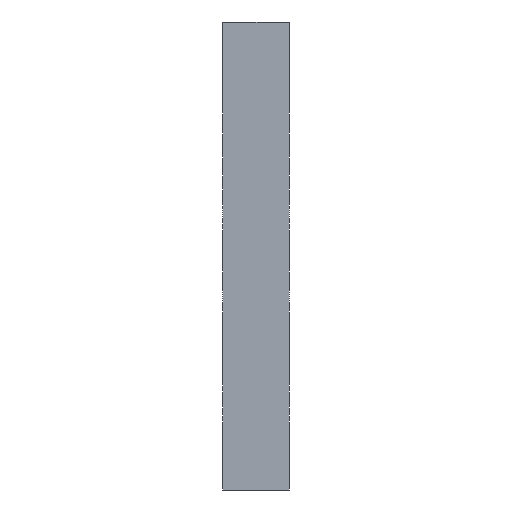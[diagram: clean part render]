
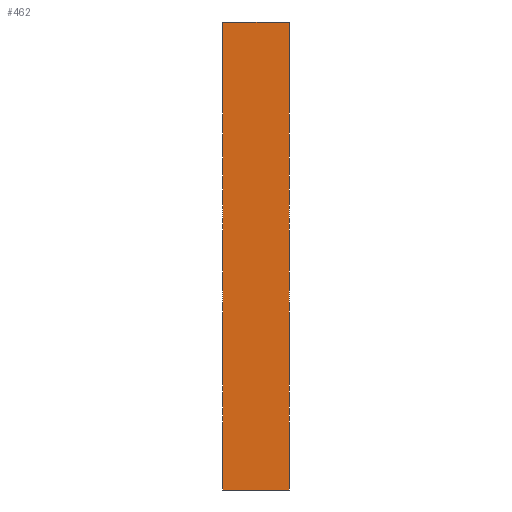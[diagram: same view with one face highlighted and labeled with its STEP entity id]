
A CAD part, left-side view. The second image highlights one B-rep face of the part: STEP entity #462.
In plain terms, the highlighted planar face has unit normal (-1, 0, 0).
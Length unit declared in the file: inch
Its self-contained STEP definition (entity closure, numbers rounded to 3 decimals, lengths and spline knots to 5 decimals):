
#36 = LINE ( 'NONE', #1083, #752 ) ;
#50 = CARTESIAN_POINT ( 'NONE',  ( 0., 0., 0. ) ) ;
#72 = EDGE_CURVE ( 'NONE', #1099, #1040, #36, .T. ) ;
#85 = EDGE_LOOP ( 'NONE', ( #519, #815, #786, #184 ) ) ;
#151 = LINE ( 'NONE', #604, #1139 ) ;
#161 = DIRECTION ( 'NONE',  ( 0., 0., -1. ) ) ;
#183 = CARTESIAN_POINT ( 'NONE',  ( 0., 0.25, 0. ) ) ;
#184 = ORIENTED_EDGE ( 'NONE', *, *, #72, .T. ) ;
#221 = DIRECTION ( 'NONE',  ( 0., 0., 1. ) ) ;
#256 = DIRECTION ( 'NONE',  ( 0., -1., 0. ) ) ;
#262 = VECTOR ( 'NONE', #841, 39.37008 ) ;
#277 = CARTESIAN_POINT ( 'NONE',  ( 0., 0.25, 0. ) ) ;
#295 = EDGE_CURVE ( 'NONE', #1008, #1040, #999, .T. ) ;
#380 = FACE_OUTER_BOUND ( 'NONE', #85, .T. ) ;
#386 = DIRECTION ( 'NONE',  ( 0., -1., 0. ) ) ;
#462 = ADVANCED_FACE ( 'NONE', ( #380 ), #490, .T. ) ;
#490 = PLANE ( 'NONE',  #806 ) ;
#519 = ORIENTED_EDGE ( 'NONE', *, *, #295, .F. ) ;
#604 = CARTESIAN_POINT ( 'NONE',  ( 0., 0.25, 0. ) ) ;
#607 = EDGE_CURVE ( 'NONE', #757, #1099, #151, .T. ) ;
#752 = VECTOR ( 'NONE', #386, 39.37008 ) ;
#757 = VERTEX_POINT ( 'NONE', #277 ) ;
#765 = DIRECTION ( 'NONE',  ( -1., 0., 0. ) ) ;
#786 = ORIENTED_EDGE ( 'NONE', *, *, #607, .T. ) ;
#806 = AXIS2_PLACEMENT_3D ( 'NONE', #830, #765, #221 ) ;
#809 = CARTESIAN_POINT ( 'NONE',  ( 0., 0.25, -1.75 ) ) ;
#815 = ORIENTED_EDGE ( 'NONE', *, *, #1124, .F. ) ;
#830 = CARTESIAN_POINT ( 'NONE',  ( 0., 0.25, 0. ) ) ;
#835 = CARTESIAN_POINT ( 'NONE',  ( 0., 0., 0. ) ) ;
#841 = DIRECTION ( 'NONE',  ( 0., 0., -1. ) ) ;
#958 = CARTESIAN_POINT ( 'NONE',  ( 0., 0., -1.75 ) ) ;
#999 = LINE ( 'NONE', #835, #262 ) ;
#1008 = VERTEX_POINT ( 'NONE', #50 ) ;
#1015 = VECTOR ( 'NONE', #256, 39.37008 ) ;
#1040 = VERTEX_POINT ( 'NONE', #958 ) ;
#1059 = LINE ( 'NONE', #183, #1015 ) ;
#1083 = CARTESIAN_POINT ( 'NONE',  ( 0., 0.25, -1.75 ) ) ;
#1099 = VERTEX_POINT ( 'NONE', #809 ) ;
#1124 = EDGE_CURVE ( 'NONE', #757, #1008, #1059, .T. ) ;
#1139 = VECTOR ( 'NONE', #161, 39.37008 ) ;
